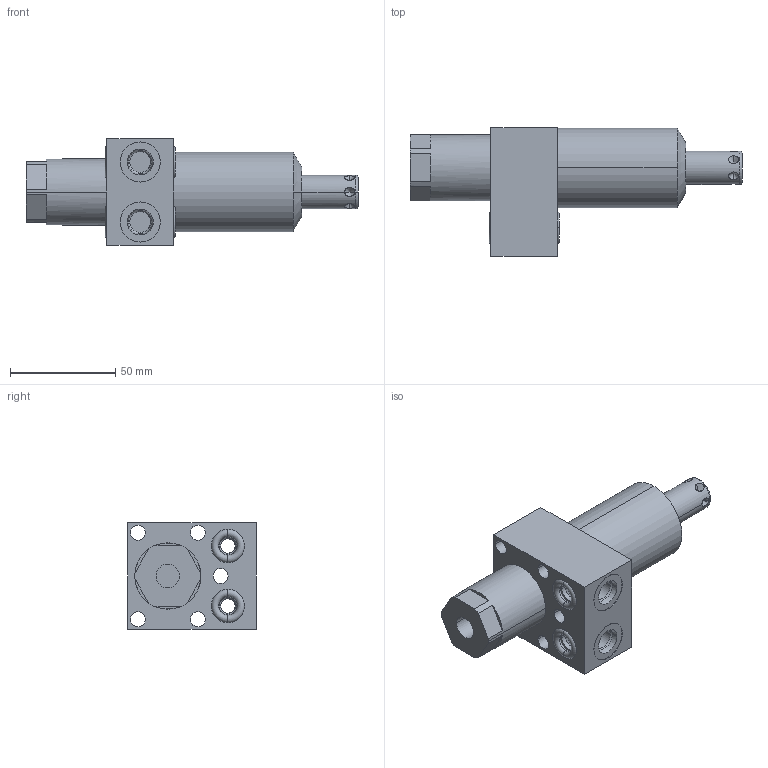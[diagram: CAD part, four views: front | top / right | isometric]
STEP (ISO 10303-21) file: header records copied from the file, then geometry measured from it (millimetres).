
FILE_DESCRIPTION((''),'2;1');
FILE_NAME('ILC14220901RPP','2025-10-21T10:05:03',('Asawyer'),(''),'CREO PARAMETRIC BY PTC INC, 2021164','CREO PARAMETRIC BY PTC INC, 2021164','');
FILE_SCHEMA(('AUTOMOTIVE_DESIGN { 1 0 10303 214 1 1 1 1 }'));
Length unit declared in the file: inch
Products named in the file (1): ILC14220901RPP
Bounding box: 157.99 x 61.11 x 50.8 mm (x, y, z)
Volume: 186494.9 mm3; surface area: 33504 mm2
Topology: 5 solids, 6 shells, 135 faces, 328 edges, 195 vertices
Faces by surface type: cylinder 46, cone 40, plane 31, torus 18
Entity records: 5803 total; most frequent: CARTESIAN_POINT 986, DIRECTION 795, ORIENTED_EDGE 616, PRESENTATION_STYLE_ASSIGNMENT 381, STYLED_ITEM 362, CURVE_STYLE 356, AXIS2_PLACEMENT_3D 310, EDGE_CURVE 310
